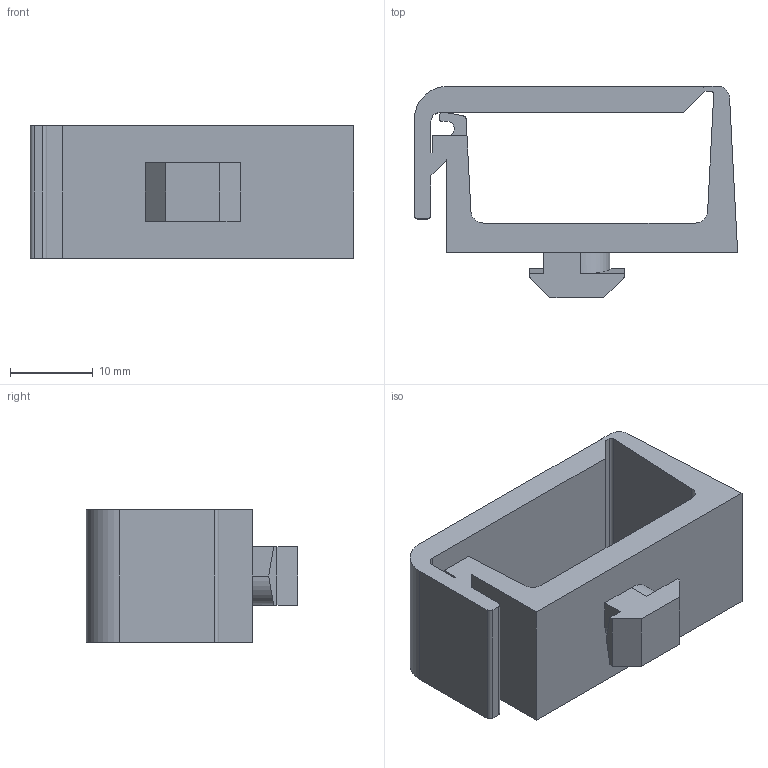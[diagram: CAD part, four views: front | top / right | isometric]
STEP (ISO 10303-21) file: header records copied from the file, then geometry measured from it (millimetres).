
FILE_DESCRIPTION( ( 'STEP AP214' ), '1' );
FILE_NAME( 'K1280.12081.stp', '2020-12-10T11:04:33', ( '' ), ( '' ), ' ', 'PARTsolutions', ' ' );
FILE_SCHEMA( ( 'AUTOMOTIVE_DESIGN { 1 0 10303 214 1 1 1 1 }' ) );
Length unit declared in the file: millimetre
Products named in the file (1): _K1280.12081
Bounding box: 39 x 25.5 x 16 mm (x, y, z)
Volume: 5707.6 mm3; surface area: 4550.9 mm2
Topology: 1 solids, 1 shells, 55 faces, 157 edges, 104 vertices
Faces by surface type: plane 41, cylinder 14
Entity records: 2247 total; most frequent: CARTESIAN_POINT 317, ORIENTED_EDGE 314, DIRECTION 297, EDGE_CURVE 157, LINE 129, VECTOR 129, VERTEX_POINT 104, AXIS2_PLACEMENT_3D 84
